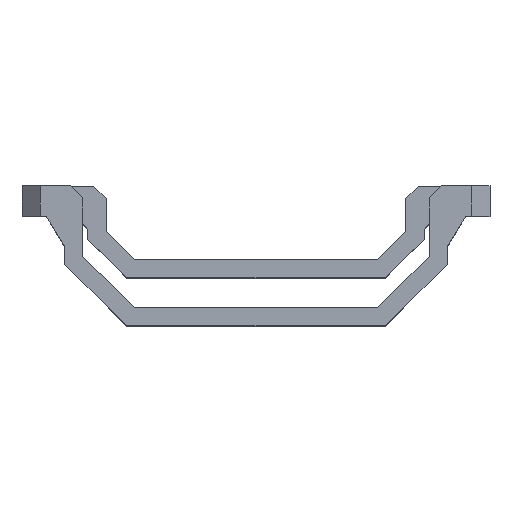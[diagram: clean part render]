
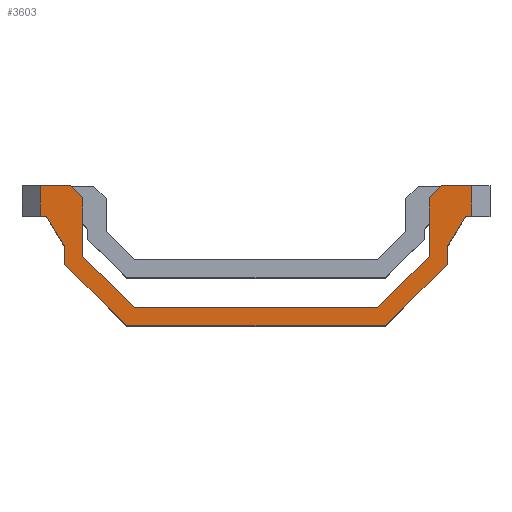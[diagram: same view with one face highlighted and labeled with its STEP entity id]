
A CAD part, top view. The second image highlights one B-rep face of the part: STEP entity #3603.
In plain terms, the highlighted planar face has unit normal (0, 0, 1).
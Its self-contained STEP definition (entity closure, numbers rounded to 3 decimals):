
#203=FACE_OUTER_BOUND('',#393,.T.);
#393=EDGE_LOOP('',(#2683,#2684,#2685,#2686,#2687,#2688,#2689,#2690,#2691,
#2692,#2693,#2694,#2695,#2696,#2697,#2698,#2699,#2700,#2701,#2702));
#627=LINE('',#5180,#1083);
#631=LINE('',#5187,#1087);
#645=LINE('',#5223,#1101);
#657=LINE('',#5269,#1113);
#659=LINE('',#5273,#1115);
#678=LINE('',#5314,#1134);
#689=LINE('',#5355,#1145);
#692=LINE('',#5361,#1148);
#698=LINE('',#5378,#1154);
#702=LINE('',#5387,#1158);
#704=LINE('',#5391,#1160);
#707=LINE('',#5397,#1163);
#708=LINE('',#5399,#1164);
#709=LINE('',#5401,#1165);
#710=LINE('',#5403,#1166);
#711=LINE('',#5405,#1167);
#712=LINE('',#5407,#1168);
#713=LINE('',#5408,#1169);
#714=LINE('',#5410,#1170);
#715=LINE('',#5411,#1171);
#1083=VECTOR('',#4174,10.);
#1087=VECTOR('',#4180,10.);
#1101=VECTOR('',#4204,10.);
#1113=VECTOR('',#4248,10.);
#1115=VECTOR('',#4252,10.);
#1134=VECTOR('',#4293,10.);
#1145=VECTOR('',#4342,10.);
#1148=VECTOR('',#4347,10.);
#1154=VECTOR('',#4367,10.);
#1158=VECTOR('',#4373,10.);
#1160=VECTOR('',#4377,10.);
#1163=VECTOR('',#4382,10.);
#1164=VECTOR('',#4383,10.);
#1165=VECTOR('',#4384,10.);
#1166=VECTOR('',#4385,10.);
#1167=VECTOR('',#4386,10.);
#1168=VECTOR('',#4387,10.);
#1169=VECTOR('',#4388,10.);
#1170=VECTOR('',#4389,10.);
#1171=VECTOR('',#4390,10.);
#1503=VERTEX_POINT('',#5177);
#1504=VERTEX_POINT('',#5179);
#1506=VERTEX_POINT('',#5185);
#1522=VERTEX_POINT('',#5220);
#1523=VERTEX_POINT('',#5222);
#1541=VERTEX_POINT('',#5268);
#1542=VERTEX_POINT('',#5272);
#1553=VERTEX_POINT('',#5312);
#1564=VERTEX_POINT('',#5354);
#1566=VERTEX_POINT('',#5360);
#1573=VERTEX_POINT('',#5384);
#1574=VERTEX_POINT('',#5386);
#1575=VERTEX_POINT('',#5390);
#1577=VERTEX_POINT('',#5396);
#1578=VERTEX_POINT('',#5398);
#1579=VERTEX_POINT('',#5400);
#1580=VERTEX_POINT('',#5402);
#1581=VERTEX_POINT('',#5404);
#1582=VERTEX_POINT('',#5406);
#1583=VERTEX_POINT('',#5409);
#1891=EDGE_CURVE('',#1504,#1503,#627,.T.);
#1895=EDGE_CURVE('',#1503,#1506,#631,.T.);
#1912=EDGE_CURVE('',#1523,#1522,#645,.T.);
#1935=EDGE_CURVE('',#1541,#1523,#657,.T.);
#1937=EDGE_CURVE('',#1542,#1541,#659,.T.);
#1958=EDGE_CURVE('',#1522,#1553,#678,.T.);
#1978=EDGE_CURVE('',#1564,#1542,#689,.T.);
#1981=EDGE_CURVE('',#1506,#1566,#692,.T.);
#1990=EDGE_CURVE('',#1553,#1504,#698,.T.);
#1994=EDGE_CURVE('',#1573,#1574,#702,.T.);
#1996=EDGE_CURVE('',#1574,#1575,#704,.T.);
#1999=EDGE_CURVE('',#1577,#1573,#707,.T.);
#2000=EDGE_CURVE('',#1578,#1577,#708,.T.);
#2001=EDGE_CURVE('',#1579,#1578,#709,.T.);
#2002=EDGE_CURVE('',#1580,#1579,#710,.T.);
#2003=EDGE_CURVE('',#1581,#1580,#711,.T.);
#2004=EDGE_CURVE('',#1582,#1581,#712,.T.);
#2005=EDGE_CURVE('',#1582,#1564,#713,.T.);
#2006=EDGE_CURVE('',#1583,#1566,#714,.T.);
#2007=EDGE_CURVE('',#1575,#1583,#715,.T.);
#2683=ORIENTED_EDGE('',*,*,#1994,.F.);
#2684=ORIENTED_EDGE('',*,*,#1999,.F.);
#2685=ORIENTED_EDGE('',*,*,#2000,.F.);
#2686=ORIENTED_EDGE('',*,*,#2001,.F.);
#2687=ORIENTED_EDGE('',*,*,#2002,.F.);
#2688=ORIENTED_EDGE('',*,*,#2003,.F.);
#2689=ORIENTED_EDGE('',*,*,#2004,.F.);
#2690=ORIENTED_EDGE('',*,*,#2005,.T.);
#2691=ORIENTED_EDGE('',*,*,#1978,.T.);
#2692=ORIENTED_EDGE('',*,*,#1937,.T.);
#2693=ORIENTED_EDGE('',*,*,#1935,.T.);
#2694=ORIENTED_EDGE('',*,*,#1912,.T.);
#2695=ORIENTED_EDGE('',*,*,#1958,.T.);
#2696=ORIENTED_EDGE('',*,*,#1990,.T.);
#2697=ORIENTED_EDGE('',*,*,#1891,.T.);
#2698=ORIENTED_EDGE('',*,*,#1895,.T.);
#2699=ORIENTED_EDGE('',*,*,#1981,.T.);
#2700=ORIENTED_EDGE('',*,*,#2006,.F.);
#2701=ORIENTED_EDGE('',*,*,#2007,.F.);
#2702=ORIENTED_EDGE('',*,*,#1996,.F.);
#3431=PLANE('',#3830);
#3603=ADVANCED_FACE('',(#203),#3431,.T.);
#3830=AXIS2_PLACEMENT_3D('',#5395,#4380,#4381);
#4174=DIRECTION('',(-0.707,-0.707,0.));
#4180=DIRECTION('',(0.,-1.,0.));
#4204=DIRECTION('',(1.,0.,0.));
#4248=DIRECTION('',(0.514,0.857,0.));
#4252=DIRECTION('',(0.,1.,0.));
#4293=DIRECTION('',(0.,1.,0.));
#4342=DIRECTION('',(0.707,0.707,0.));
#4347=DIRECTION('',(-0.707,-0.707,0.));
#4367=DIRECTION('',(-1.,0.,0.));
#4373=DIRECTION('',(0.707,-0.707,0.));
#4377=DIRECTION('',(0.,-1.,0.));
#4380=DIRECTION('center_axis',(0.,0.,1.));
#4381=DIRECTION('ref_axis',(-1.,0.,0.));
#4382=DIRECTION('',(1.,0.,0.));
#4383=DIRECTION('',(0.,1.,0.));
#4384=DIRECTION('',(-1.,0.,0.));
#4385=DIRECTION('',(-0.514,0.857,0.));
#4386=DIRECTION('',(0.,1.,0.));
#4387=DIRECTION('',(-0.707,0.707,0.));
#4388=DIRECTION('',(1.,0.,0.));
#4389=DIRECTION('',(1.,0.,0.));
#4390=DIRECTION('',(0.707,-0.707,0.));
#5177=CARTESIAN_POINT('',(28.4,-2.,18.));
#5179=CARTESIAN_POINT('',(30.4,0.,18.));
#5180=CARTESIAN_POINT('',(29.4,-1.,18.));
#5185=CARTESIAN_POINT('',(28.4,-11.6,18.));
#5187=CARTESIAN_POINT('',(28.4,0.,18.));
#5220=CARTESIAN_POINT('',(35.4,-5.,18.));
#5222=CARTESIAN_POINT('',(34.4,-5.,18.));
#5223=CARTESIAN_POINT('',(38.4,-5.,18.));
#5268=CARTESIAN_POINT('',(31.4,-10.,18.));
#5269=CARTESIAN_POINT('',(33.959,-5.735,18.));
#5272=CARTESIAN_POINT('',(31.4,-12.843,18.));
#5273=CARTESIAN_POINT('',(31.4,-9.5,18.));
#5312=CARTESIAN_POINT('',(35.4,0.,18.));
#5314=CARTESIAN_POINT('',(35.4,0.,18.));
#5354=CARTESIAN_POINT('',(21.243,-23.,18.));
#5355=CARTESIAN_POINT('',(27.186,-17.057,18.));
#5360=CARTESIAN_POINT('',(20.,-20.,18.));
#5361=CARTESIAN_POINT('',(20.425,-19.575,18.));
#5378=CARTESIAN_POINT('',(38.4,0.,18.));
#5384=CARTESIAN_POINT('',(-30.4,0.,18.));
#5386=CARTESIAN_POINT('',(-28.4,-2.,18.));
#5387=CARTESIAN_POINT('',(-29.4,-1.,18.));
#5390=CARTESIAN_POINT('',(-28.4,-11.6,18.));
#5391=CARTESIAN_POINT('',(-28.4,0.,18.));
#5395=CARTESIAN_POINT('Origin',(-28.4,0.,18.));
#5396=CARTESIAN_POINT('',(-35.4,0.,18.));
#5397=CARTESIAN_POINT('',(-38.4,0.,18.));
#5398=CARTESIAN_POINT('',(-35.4,-5.,18.));
#5399=CARTESIAN_POINT('',(-35.4,0.,18.));
#5400=CARTESIAN_POINT('',(-34.4,-5.,18.));
#5401=CARTESIAN_POINT('',(-38.4,-5.,18.));
#5402=CARTESIAN_POINT('',(-31.4,-10.,18.));
#5403=CARTESIAN_POINT('',(-33.959,-5.735,18.));
#5404=CARTESIAN_POINT('',(-31.4,-12.843,18.));
#5405=CARTESIAN_POINT('',(-31.4,-9.5,18.));
#5406=CARTESIAN_POINT('',(-21.243,-23.,18.));
#5407=CARTESIAN_POINT('',(-27.186,-17.057,18.));
#5408=CARTESIAN_POINT('',(18.471,-23.,18.));
#5409=CARTESIAN_POINT('',(-20.,-20.,18.));
#5410=CARTESIAN_POINT('',(-7.85,-20.,18.));
#5411=CARTESIAN_POINT('',(-20.425,-19.575,18.));
